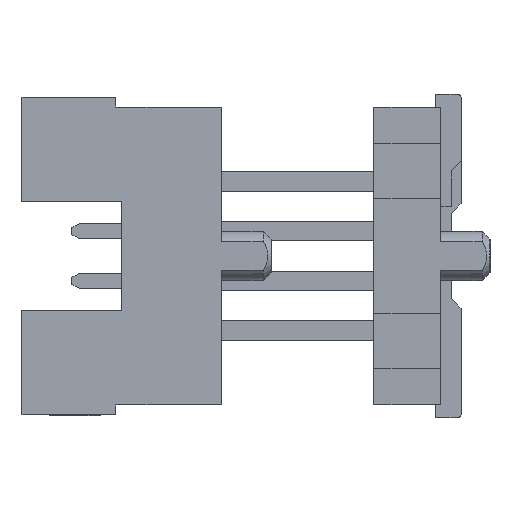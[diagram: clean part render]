
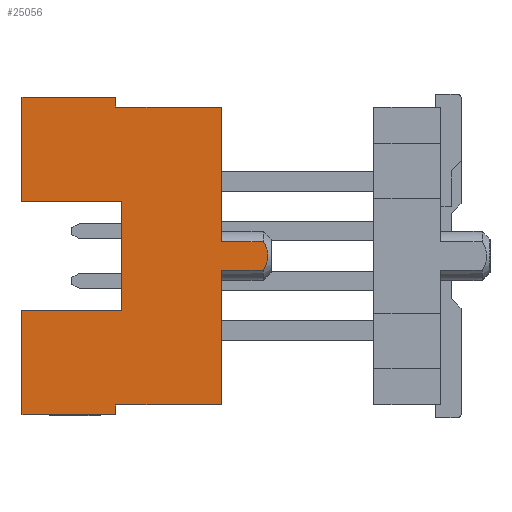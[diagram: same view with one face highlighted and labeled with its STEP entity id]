
A CAD part, left-side view. The second image highlights one B-rep face of the part: STEP entity #25056.
In plain terms, the highlighted planar face has unit normal (-1, 0, 0).
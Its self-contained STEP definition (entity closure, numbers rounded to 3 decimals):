
#159=DIRECTION('',(0.,-1.,0.));
#160=VECTOR('',#159,2.7);
#161=CARTESIAN_POINT('',(-7.62,2.7,-3.81));
#162=LINE('',#161,#160);
#277=DIRECTION('',(0.,1.,0.));
#278=VECTOR('',#277,2.7);
#279=CARTESIAN_POINT('',(-7.62,0.,3.81));
#280=LINE('',#279,#278);
#289=DIRECTION('',(0.,0.,1.));
#290=VECTOR('',#289,0.255);
#291=CARTESIAN_POINT('',(-7.62,2.7,3.81));
#292=LINE('',#291,#290);
#305=DIRECTION('',(0.,-1.,0.));
#306=VECTOR('',#305,2.4);
#307=CARTESIAN_POINT('',(-7.62,5.1,4.065));
#308=LINE('',#307,#306);
#325=DIRECTION('',(0.,0.,1.));
#326=VECTOR('',#325,3.44);
#327=CARTESIAN_POINT('',(-7.62,0.,-3.81));
#328=LINE('',#327,#326);
#329=DIRECTION('',(0.,0.,-1.));
#330=VECTOR('',#329,2.67);
#331=CARTESIAN_POINT('',(-7.62,5.1,-1.395));
#332=LINE('',#331,#330);
#333=DIRECTION('',(0.,-1.,0.));
#334=VECTOR('',#333,2.54);
#335=CARTESIAN_POINT('',(-7.62,5.1,1.395));
#336=LINE('',#335,#334);
#337=DIRECTION('',(0.,0.,-1.));
#338=VECTOR('',#337,2.67);
#339=CARTESIAN_POINT('',(-7.62,5.1,4.065));
#340=LINE('',#339,#338);
#341=DIRECTION('',(0.,0.,1.));
#342=VECTOR('',#341,3.44);
#343=CARTESIAN_POINT('',(-7.62,0.,0.37));
#344=LINE('',#343,#342);
#363=DIRECTION('',(0.,1.,0.));
#364=VECTOR('',#363,1.07);
#365=CARTESIAN_POINT('',(-7.62,-1.07,
0.37));
#366=LINE('',#365,#364);
#367=DIRECTION('',(0.,-1.,0.));
#368=VECTOR('',#367,1.07);
#369=CARTESIAN_POINT('',(-7.62,0.,-0.37));
#370=LINE('',#369,#368);
#383=CARTESIAN_POINT('',(-7.62,-1.07,
-0.37));
#384=CARTESIAN_POINT('',(-7.62,-1.093,
-0.33));
#385=CARTESIAN_POINT('',(-7.62,-1.133,
-0.254));
#386=CARTESIAN_POINT('',(-7.62,-1.172,
-0.148));
#387=CARTESIAN_POINT('',(-7.62,-1.191,
-0.049));
#388=CARTESIAN_POINT('',(-7.62,-1.191,
0.049));
#389=CARTESIAN_POINT('',(-7.62,-1.172,
0.148));
#390=CARTESIAN_POINT('',(-7.62,-1.133,
0.254));
#391=CARTESIAN_POINT('',(-7.62,-1.093,
0.33));
#392=CARTESIAN_POINT('',(-7.62,-1.07,
0.37));
#427=DIRECTION('',(0.,0.,1.));
#428=VECTOR('',#427,0.255);
#429=CARTESIAN_POINT('',(-7.62,2.7,-4.065));
#430=LINE('',#429,#428);
#439=DIRECTION('',(0.,1.,0.));
#440=VECTOR('',#439,2.4);
#441=CARTESIAN_POINT('',(-7.62,2.7,-4.065));
#442=LINE('',#441,#440);
#643=DIRECTION('',(0.,1.,0.));
#644=VECTOR('',#643,2.54);
#645=CARTESIAN_POINT('',(-7.62,2.56,-1.395));
#646=LINE('',#645,#644);
#671=DIRECTION('',(0.,0.,-1.));
#672=VECTOR('',#671,2.79);
#673=CARTESIAN_POINT('',(-7.62,2.56,1.395));
#674=LINE('',#673,#672);
#22048=CARTESIAN_POINT('',(-7.62,0.,3.81));
#22049=VERTEX_POINT('',#22048);
#22050=CARTESIAN_POINT('',(-7.62,0.,0.37));
#22051=VERTEX_POINT('',#22050);
#22052=CARTESIAN_POINT('',(-7.62,0.,-0.37));
#22053=VERTEX_POINT('',#22052);
#22054=CARTESIAN_POINT('',(-7.62,0.,-3.81));
#22055=VERTEX_POINT('',#22054);
#22418=CARTESIAN_POINT('',(-7.62,5.1,4.065));
#22419=VERTEX_POINT('',#22418);
#22420=CARTESIAN_POINT('',(-7.62,5.1,1.395));
#22421=VERTEX_POINT('',#22420);
#22424=CARTESIAN_POINT('',(-7.62,5.1,-1.395));
#22425=VERTEX_POINT('',#22424);
#22426=CARTESIAN_POINT('',(-7.62,5.1,-4.065));
#22427=VERTEX_POINT('',#22426);
#22440=CARTESIAN_POINT('',(-7.62,2.56,1.395));
#22441=VERTEX_POINT('',#22440);
#22442=CARTESIAN_POINT('',(-7.62,-1.07,
0.37));
#22443=VERTEX_POINT('',#22442);
#22444=VERTEX_POINT('',#383);
#22445=CARTESIAN_POINT('',(-7.62,2.7,-3.81));
#22446=VERTEX_POINT('',#22445);
#22447=CARTESIAN_POINT('',(-7.62,2.7,-4.065));
#22448=VERTEX_POINT('',#22447);
#22449=CARTESIAN_POINT('',(-7.62,2.56,-1.395));
#22450=VERTEX_POINT('',#22449);
#22451=CARTESIAN_POINT('',(-7.62,2.7,4.065));
#22452=VERTEX_POINT('',#22451);
#22453=CARTESIAN_POINT('',(-7.62,2.7,3.81));
#22454=VERTEX_POINT('',#22453);
#25025=CARTESIAN_POINT('',(-7.62,1.954,0.));
#25026=DIRECTION('',(1.,0.,0.));
#25027=DIRECTION('',(0.,0.,1.));
#25028=AXIS2_PLACEMENT_3D('',#25025,#25026,#25027);
#25029=PLANE('',#25028);
#25031=ORIENTED_EDGE('',*,*,#25030,.F.);
#25033=ORIENTED_EDGE('',*,*,#25032,.F.);
#25035=ORIENTED_EDGE('',*,*,#25034,.F.);
#25036=ORIENTED_EDGE('',*,*,#24398,.F.);
#25037=ORIENTED_EDGE('',*,*,#24821,.F.);
#25039=ORIENTED_EDGE('',*,*,#25038,.F.);
#25041=ORIENTED_EDGE('',*,*,#25040,.T.);
#25043=ORIENTED_EDGE('',*,*,#25042,.F.);
#25045=ORIENTED_EDGE('',*,*,#25044,.F.);
#25047=ORIENTED_EDGE('',*,*,#25046,.F.);
#25048=ORIENTED_EDGE('',*,*,#25016,.F.);
#25049=ORIENTED_EDGE('',*,*,#24987,.F.);
#25050=ORIENTED_EDGE('',*,*,#24967,.T.);
#25051=ORIENTED_EDGE('',*,*,#24953,.F.);
#25052=ORIENTED_EDGE('',*,*,#24939,.F.);
#25053=ORIENTED_EDGE('',*,*,#24402,.F.);
#25054=EDGE_LOOP('',(#25031,#25033,#25035,#25036,#25037,#25039,#25041,#25043,
#25045,#25047,#25048,#25049,#25050,#25051,#25052,#25053));
#25055=FACE_OUTER_BOUND('',#25054,.F.);
#25056=ADVANCED_FACE('',(#25055),#25029,.F.);
#393=B_SPLINE_CURVE_WITH_KNOTS('',3,(#383,#384,#385,#386,#387,#388,#389,#390,
#391,#392),.UNSPECIFIED.,.F.,.F.,(4,1,1,1,1,1,1,4),(0.,0.143,
0.286,0.429,0.571,0.714,
0.857,1.),.UNSPECIFIED.);
#24398=EDGE_CURVE('',#22055,#22053,#328,.T.);
#24402=EDGE_CURVE('',#22051,#22049,#344,.T.);
#24821=EDGE_CURVE('',#22446,#22055,#162,.T.);
#24939=EDGE_CURVE('',#22049,#22454,#280,.T.);
#24953=EDGE_CURVE('',#22454,#22452,#292,.T.);
#24967=EDGE_CURVE('',#22419,#22452,#308,.T.);
#24987=EDGE_CURVE('',#22419,#22421,#340,.T.);
#25016=EDGE_CURVE('',#22421,#22441,#336,.T.);
#25030=EDGE_CURVE('',#22443,#22051,#366,.T.);
#25032=EDGE_CURVE('',#22444,#22443,#393,.T.);
#25034=EDGE_CURVE('',#22053,#22444,#370,.T.);
#25038=EDGE_CURVE('',#22448,#22446,#430,.T.);
#25040=EDGE_CURVE('',#22448,#22427,#442,.T.);
#25042=EDGE_CURVE('',#22425,#22427,#332,.T.);
#25044=EDGE_CURVE('',#22450,#22425,#646,.T.);
#25046=EDGE_CURVE('',#22441,#22450,#674,.T.);
